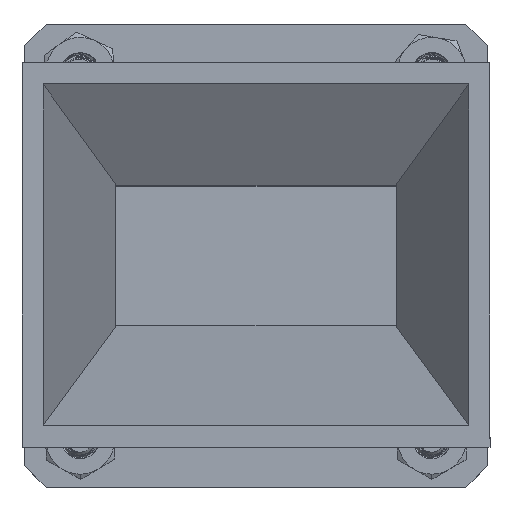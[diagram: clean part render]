
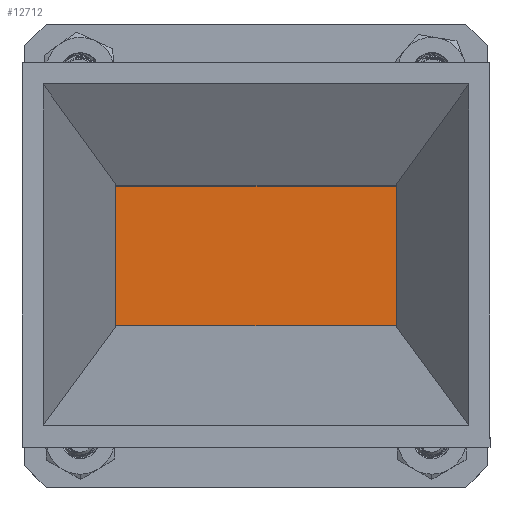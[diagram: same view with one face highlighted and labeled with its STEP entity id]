
A CAD part, top view. The second image highlights one B-rep face of the part: STEP entity #12712.
In plain terms, the highlighted planar face has unit normal (0, 0, 1).
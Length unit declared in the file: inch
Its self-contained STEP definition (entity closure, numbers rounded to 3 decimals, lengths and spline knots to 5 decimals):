
#439 = CARTESIAN_POINT ( 'NONE',  ( -0.51, -0.255, -1.05 ) ) ;
#687 = VECTOR ( 'NONE', #2513, 39.37008 ) ;
#1136 = ORIENTED_EDGE ( 'NONE', *, *, #18222, .F. ) ;
#1776 = VECTOR ( 'NONE', #14477, 39.37008 ) ;
#2220 = LINE ( 'NONE', #4025, #687 ) ;
#2288 = PLANE ( 'NONE',  #8383 ) ;
#2369 = LINE ( 'NONE', #5368, #19606 ) ;
#2461 = DIRECTION ( 'NONE',  ( -1., 0., 0. ) ) ;
#2513 = DIRECTION ( 'NONE',  ( 0., -1., 0. ) ) ;
#2567 = ORIENTED_EDGE ( 'NONE', *, *, #14643, .F. ) ;
#3363 = ORIENTED_EDGE ( 'NONE', *, *, #16535, .F. ) ;
#3742 = ORIENTED_EDGE ( 'NONE', *, *, #17439, .F. ) ;
#4025 = CARTESIAN_POINT ( 'NONE',  ( 0.51, 0.255, -1.05 ) ) ;
#5368 = CARTESIAN_POINT ( 'NONE',  ( 0.51, -0.255, -1.05 ) ) ;
#6240 = VERTEX_POINT ( 'NONE', #6835 ) ;
#6696 = CARTESIAN_POINT ( 'NONE',  ( 0., 0., -1.05 ) ) ;
#6835 = CARTESIAN_POINT ( 'NONE',  ( -0.51, -0.255, -1.05 ) ) ;
#7919 = LINE ( 'NONE', #439, #9362 ) ;
#8129 = DIRECTION ( 'NONE',  ( 0., 1., 0. ) ) ;
#8383 = AXIS2_PLACEMENT_3D ( 'NONE', #6696, #14197, #8386 ) ;
#8386 = DIRECTION ( 'NONE',  ( 1., 0., 0. ) ) ;
#8387 = LINE ( 'NONE', #13279, #1776 ) ;
#9182 = VERTEX_POINT ( 'NONE', #11737 ) ;
#9362 = VECTOR ( 'NONE', #8129, 39.37008 ) ;
#10927 = VERTEX_POINT ( 'NONE', #16608 ) ;
#11194 = FACE_OUTER_BOUND ( 'NONE', #15649, .T. ) ;
#11737 = CARTESIAN_POINT ( 'NONE',  ( 0.51, -0.255, -1.05 ) ) ;
#12712 = ADVANCED_FACE ( 'NONE', ( #11194 ), #2288, .T. ) ;
#13279 = CARTESIAN_POINT ( 'NONE',  ( -0.51, 0.255, -1.05 ) ) ;
#13509 = VERTEX_POINT ( 'NONE', #18720 ) ;
#14197 = DIRECTION ( 'NONE',  ( 0., 0., 1. ) ) ;
#14477 = DIRECTION ( 'NONE',  ( 1., 0., 0. ) ) ;
#14643 = EDGE_CURVE ( 'NONE', #6240, #13509, #7919, .T. ) ;
#15649 = EDGE_LOOP ( 'NONE', ( #2567, #3363, #1136, #3742 ) ) ;
#16535 = EDGE_CURVE ( 'NONE', #9182, #6240, #2369, .T. ) ;
#16608 = CARTESIAN_POINT ( 'NONE',  ( 0.51, 0.255, -1.05 ) ) ;
#17439 = EDGE_CURVE ( 'NONE', #13509, #10927, #8387, .T. ) ;
#18222 = EDGE_CURVE ( 'NONE', #10927, #9182, #2220, .T. ) ;
#18720 = CARTESIAN_POINT ( 'NONE',  ( -0.51, 0.255, -1.05 ) ) ;
#19606 = VECTOR ( 'NONE', #2461, 39.37008 ) ;
